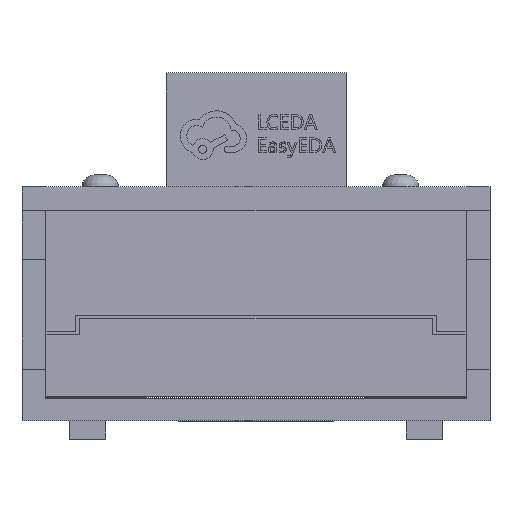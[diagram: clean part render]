
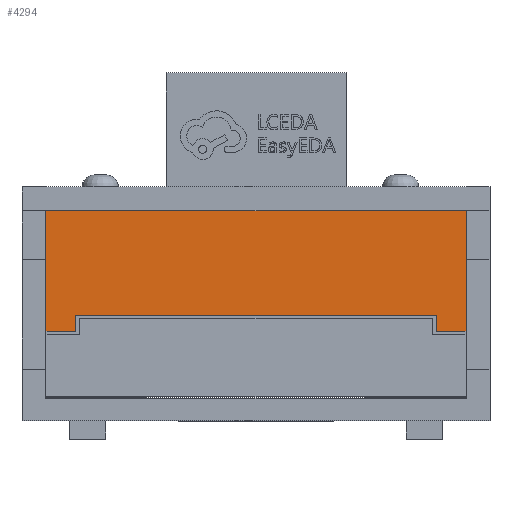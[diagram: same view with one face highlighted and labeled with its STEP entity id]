
A CAD part, top view. The second image highlights one B-rep face of the part: STEP entity #4294.
In plain terms, the highlighted planar face has unit normal (0, 0, 1).
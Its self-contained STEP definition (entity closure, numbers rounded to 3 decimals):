
#4253 = VERTEX_POINT('',#4254);
#4254 = CARTESIAN_POINT('',(-1.75,0.087,
    1.5));
#4260 = EDGE_CURVE('',#4261,#4253,#4263,.T.);
#4261 = VERTEX_POINT('',#4262);
#4262 = CARTESIAN_POINT('',(-1.75,1.09,
    1.5));
#4263 = LINE('',#4264,#4265);
#4264 = CARTESIAN_POINT('',(-1.75,-0.46,
    1.5));
#4265 = VECTOR('',#4266,1.);
#4266 = DIRECTION('',(0.,-1.,0.));
#4294 = ADVANCED_FACE('',(#4295),#4352,.T.);
#4295 = FACE_BOUND('',#4296,.T.);
#4296 = EDGE_LOOP('',(#4297,#4298,#4306,#4314,#4322,#4330,#4338,#4346));
#4297 = ORIENTED_EDGE('',*,*,#4260,.T.);
#4298 = ORIENTED_EDGE('',*,*,#4299,.T.);
#4299 = EDGE_CURVE('',#4253,#4300,#4302,.T.);
#4300 = VERTEX_POINT('',#4301);
#4301 = CARTESIAN_POINT('',(-1.501,0.087,
    1.5));
#4302 = LINE('',#4303,#4304);
#4303 = CARTESIAN_POINT('',(0.,0.087,
    1.5));
#4304 = VECTOR('',#4305,1.);
#4305 = DIRECTION('',(1.,0.,0.));
#4306 = ORIENTED_EDGE('',*,*,#4307,.T.);
#4307 = EDGE_CURVE('',#4300,#4308,#4310,.T.);
#4308 = VERTEX_POINT('',#4309);
#4309 = CARTESIAN_POINT('',(-1.501,0.221,
    1.5));
#4310 = LINE('',#4311,#4312);
#4311 = CARTESIAN_POINT('',(-1.501,0.315,
    1.5));
#4312 = VECTOR('',#4313,1.);
#4313 = DIRECTION('',(0.,1.,0.));
#4314 = ORIENTED_EDGE('',*,*,#4315,.T.);
#4315 = EDGE_CURVE('',#4308,#4316,#4318,.T.);
#4316 = VERTEX_POINT('',#4317);
#4317 = CARTESIAN_POINT('',(1.501,0.221,1.5
    ));
#4318 = LINE('',#4319,#4320);
#4319 = CARTESIAN_POINT('',(0.,0.221,
    1.5));
#4320 = VECTOR('',#4321,1.);
#4321 = DIRECTION('',(1.,0.,0.));
#4322 = ORIENTED_EDGE('',*,*,#4323,.F.);
#4323 = EDGE_CURVE('',#4324,#4316,#4326,.T.);
#4324 = VERTEX_POINT('',#4325);
#4325 = CARTESIAN_POINT('',(1.501,0.087,
    1.5));
#4326 = LINE('',#4327,#4328);
#4327 = CARTESIAN_POINT('',(1.501,0.315,1.5
    ));
#4328 = VECTOR('',#4329,1.);
#4329 = DIRECTION('',(0.,1.,0.));
#4330 = ORIENTED_EDGE('',*,*,#4331,.F.);
#4331 = EDGE_CURVE('',#4332,#4324,#4334,.T.);
#4332 = VERTEX_POINT('',#4333);
#4333 = CARTESIAN_POINT('',(1.75,0.087,
    1.5));
#4334 = LINE('',#4335,#4336);
#4335 = CARTESIAN_POINT('',(0.,0.087,
    1.5));
#4336 = VECTOR('',#4337,1.);
#4337 = DIRECTION('',(-1.,0.,0.));
#4338 = ORIENTED_EDGE('',*,*,#4339,.T.);
#4339 = EDGE_CURVE('',#4332,#4340,#4342,.T.);
#4340 = VERTEX_POINT('',#4341);
#4341 = CARTESIAN_POINT('',(1.75,1.09,1.5
    ));
#4342 = LINE('',#4343,#4344);
#4343 = CARTESIAN_POINT('',(1.75,-0.46,
    1.5));
#4344 = VECTOR('',#4345,1.);
#4345 = DIRECTION('',(0.,1.,0.));
#4346 = ORIENTED_EDGE('',*,*,#4347,.T.);
#4347 = EDGE_CURVE('',#4340,#4261,#4348,.T.);
#4348 = LINE('',#4349,#4350);
#4349 = CARTESIAN_POINT('',(1.75,1.09,1.5
    ));
#4350 = VECTOR('',#4351,1.);
#4351 = DIRECTION('',(-1.,0.,0.));
#4352 = PLANE('',#4353);
#4353 = AXIS2_PLACEMENT_3D('',#4354,#4355,#4356);
#4354 = CARTESIAN_POINT('',(0.,0.315,1.5));
#4355 = DIRECTION('',(0.,0.,1.));
#4356 = DIRECTION('',(-1.,0.,0.));
